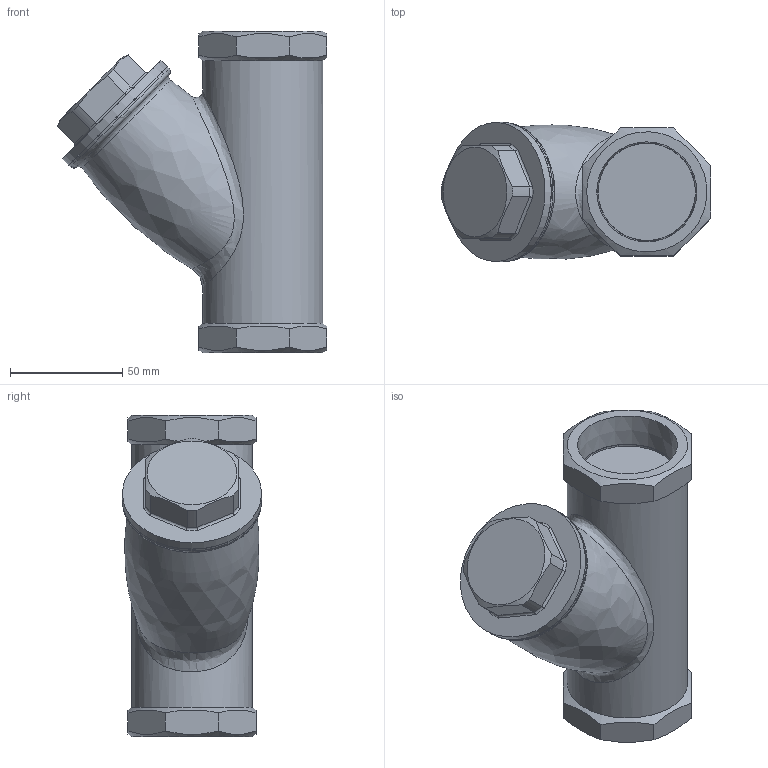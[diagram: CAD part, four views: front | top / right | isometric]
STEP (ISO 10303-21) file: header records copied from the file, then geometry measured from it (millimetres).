
FILE_DESCRIPTION((''),'2;1');
FILE_NAME('y3000-040-screw-00.stp','2012-03-05T14:33:11',('nakaot'),(''),'Autodesk Inventor 2012','Autodesk Inventor 2012','');
FILE_SCHEMA(('AUTOMOTIVE_DESIGN { 1 0 10303 214 1 1 1 1 }'));
Length unit declared in the file: millimetre
Products named in the file (1): y3000-040-screw-00
Bounding box: 120.02 x 62 x 143 mm (x, y, z)
Volume: 467661 mm3; surface area: 49356.2 mm2
Topology: 1 solids, 1 shells, 67 faces, 157 edges, 99 vertices
Faces by surface type: plane 32, cylinder 18, cone 7, torus 7, bspline 3
Full cylindrical faces by diameter (mm): 43.256 x2, 52 x1, 53.5 x1, 62 x2
Entity records: 2460 total; most frequent: CARTESIAN_POINT 1143, ORIENTED_EDGE 266, DIRECTION 246, EDGE_CURVE 133, AXIS2_PLACEMENT_3D 103, VERTEX_POINT 91, EDGE_LOOP 90, FACE_OUTER_BOUND 67
